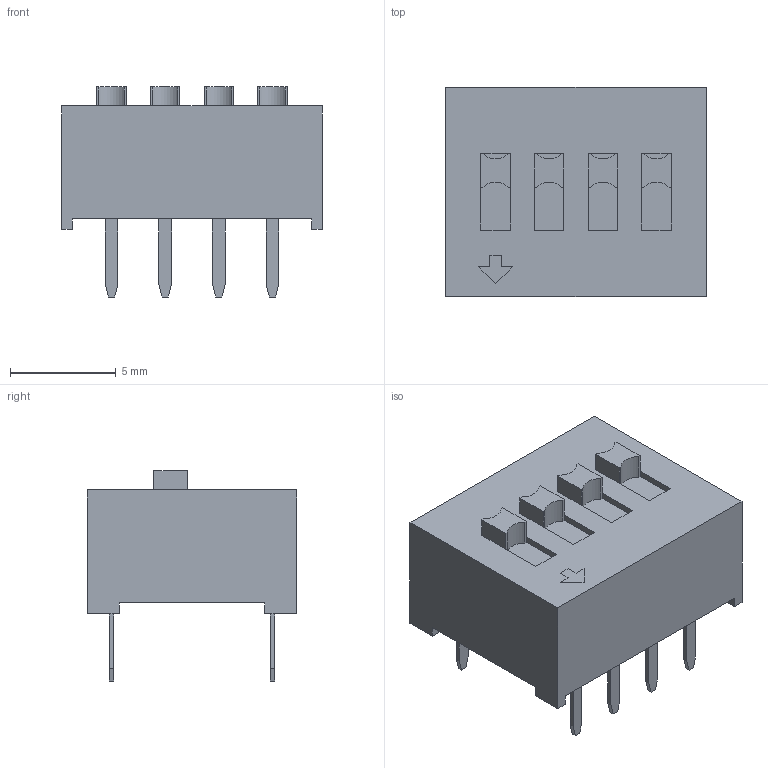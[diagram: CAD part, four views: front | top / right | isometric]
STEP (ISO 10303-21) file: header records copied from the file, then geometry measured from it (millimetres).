
FILE_DESCRIPTION(/* description */ ('model of SW_DIP_SPSTx04_Slide_9.78x12.34mm_W7.62mm_P2.54mm'),/* implementation_level */ '2;1');
FILE_NAME(/* name */ 'SW_DIP_SPSTx04_Slide_9.78x12.34mm_W7.62mm_P2.54mm.step',/* time_stamp */ '2018-12-27T21:44:49',/* author */ ('Terje Io','https://github.com/terjeio'),/* organization */ ('FreeCAD'),/* preprocessor_version */ 'OCC',/* originating_system */ 'kicad StepUp',/* authorisation */ '');
FILE_SCHEMA(('AUTOMOTIVE_DESIGN { 1 0 10303 214 1 1 1 1 }'));
Length unit declared in the file: millimetre
Products named in the file (1): SW_DIP_SPSTx04_Slide_978x1234mm_W762mm_P254mm
Bounding box: 12.34 x 9.9 x 9.95 mm (x, y, z)
Volume: 661.2 mm3; surface area: 569.8 mm2
Topology: 1 solids, 1 shells, 135 faces, 351 edges, 231 vertices
Faces by surface type: plane 127, cylinder 8
Entity records: 2659 total; most frequent: ORIENTED_EDGE 550, EDGE_CURVE 351, CARTESIAN_POINT 330, LINE 283, VERTEX_POINT 231, FACE_BOUND 148, EDGE_LOOP 148, ADVANCED_FACE 135
